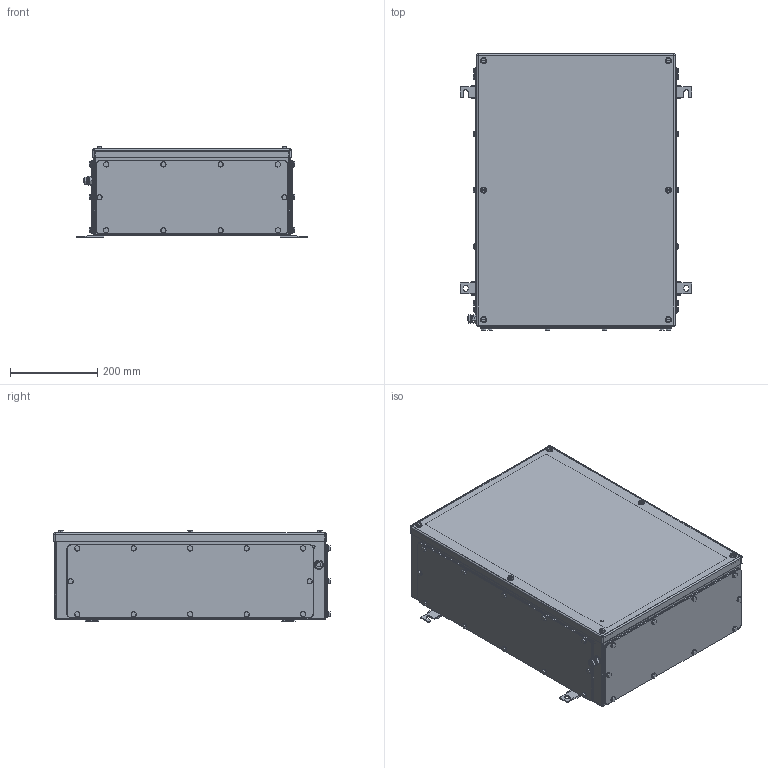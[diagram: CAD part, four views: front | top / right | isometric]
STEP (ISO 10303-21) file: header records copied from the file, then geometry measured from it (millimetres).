
FILE_DESCRIPTION(('CATIA V5 STEP Exchange','CAx-IF Rec.Pracs.--- Model Styling and Organization---1.4--- 2014-01-23'),'2;1');
FILE_NAME ('008687-4_3_1196480000_1196480000.stp','2019-09-25T08:44:22+00:00',('none'),('Weidmueller'),'CATIA Version 5-6 Release 2016 SP3 HF44','CATIA V5 STEP AP214','none');
FILE_SCHEMA(('AUTOMOTIVE_DESIGN { 1 0 10303 214 1 1 1 1 }'));
Products named in the file (1): Product7_AllCATPart
Bounding box: 531 x 633.5 x 208.5 mm (x, y, z)
Volume: 2492700.8 mm3; surface area: 2611620.8 mm2
Topology: 120 solids, 120 shells, 2564 faces, 5828 edges, 3614 vertices
Faces by surface type: cylinder 1122, plane 884, cone 500, torus 42, sphere 16
Entity records: 68453 total; most frequent: CARTESIAN_POINT 14926, ORIENTED_EDGE 11440, DIRECTION 8871, EDGE_CURVE 5720, AXIS2_PLACEMENT_3D 4204, VERTEX_POINT 3614, EDGE_LOOP 3066, VECTOR 2866
